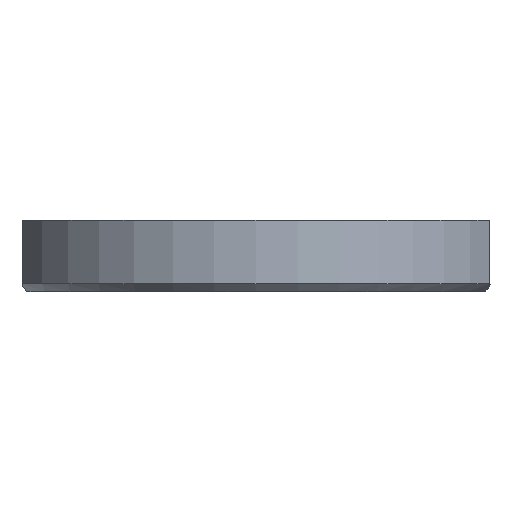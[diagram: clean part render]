
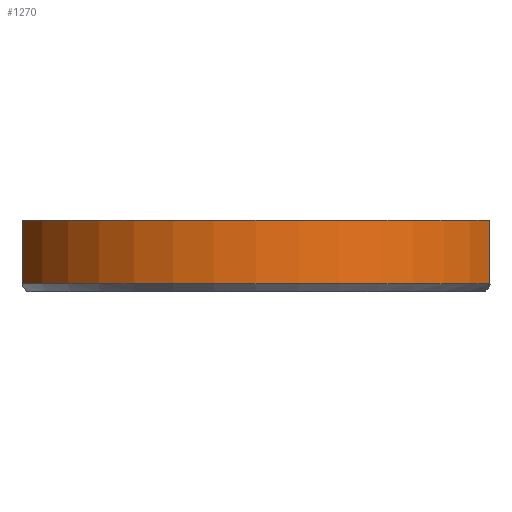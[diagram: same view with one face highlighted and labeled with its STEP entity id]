
A CAD part, front view. The second image highlights one B-rep face of the part: STEP entity #1270.
In plain terms, the highlighted cylindrical face has radius 32.2 mm (diameter 64.4 mm), a partial arc.
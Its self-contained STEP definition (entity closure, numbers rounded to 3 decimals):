
#46=CYLINDRICAL_SURFACE('',#1445,32.2);
#93=LINE('',#2006,#171);
#149=LINE('',#2270,#227);
#171=VECTOR('',#1534,8.1);
#227=VECTOR('',#1856,8.1);
#322=FACE_OUTER_BOUND('',#416,.T.);
#416=EDGE_LOOP('',(#1156,#1157,#1158,#1159));
#423=CIRCLE('',#1281,32.2);
#476=CIRCLE('',#1368,32.2);
#527=VERTEX_POINT('',#1883);
#528=VERTEX_POINT('',#1896);
#569=VERTEX_POINT('',#2005);
#602=VERTEX_POINT('',#2117);
#647=EDGE_CURVE('',#528,#527,#423,.T.);
#693=EDGE_CURVE('',#528,#569,#93,.T.);
#743=EDGE_CURVE('',#569,#602,#476,.T.);
#819=EDGE_CURVE('',#527,#602,#149,.T.);
#1156=ORIENTED_EDGE('',*,*,#647,.T.);
#1157=ORIENTED_EDGE('',*,*,#819,.T.);
#1158=ORIENTED_EDGE('',*,*,#743,.F.);
#1159=ORIENTED_EDGE('',*,*,#693,.F.);
#1270=ADVANCED_FACE('',(#322),#46,.T.);
#1281=AXIS2_PLACEMENT_3D('',#1897,#1456,#1457);
#1368=AXIS2_PLACEMENT_3D('',#2118,#1669,#1670);
#1445=AXIS2_PLACEMENT_3D('',#2271,#1857,#1858);
#1456=DIRECTION('center_axis',(0.,0.,1.));
#1457=DIRECTION('ref_axis',(-0.921,-0.389,0.));
#1534=DIRECTION('',(0.,0.,1.));
#1669=DIRECTION('center_axis',(0.,0.,1.));
#1670=DIRECTION('ref_axis',(-0.921,-0.389,0.));
#1856=DIRECTION('',(0.,0.,1.));
#1857=DIRECTION('center_axis',(0.,0.,1.));
#1858=DIRECTION('ref_axis',(-0.921,-0.389,0.));
#1883=CARTESIAN_POINT('',(29.67,-12.511,1.));
#1896=CARTESIAN_POINT('',(-29.67,-12.511,1.));
#1897=CARTESIAN_POINT('Origin',(0.,0.,1.));
#2005=CARTESIAN_POINT('',(-29.67,-12.511,9.1));
#2006=CARTESIAN_POINT('',(-29.67,-12.511,0.));
#2117=CARTESIAN_POINT('',(29.67,-12.511,9.1));
#2118=CARTESIAN_POINT('Origin',(0.,0.,9.1));
#2270=CARTESIAN_POINT('',(29.67,-12.511,0.));
#2271=CARTESIAN_POINT('Origin',(0.,0.,0.));
